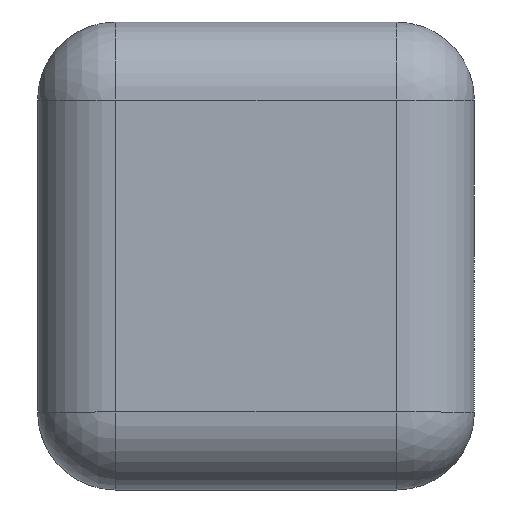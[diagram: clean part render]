
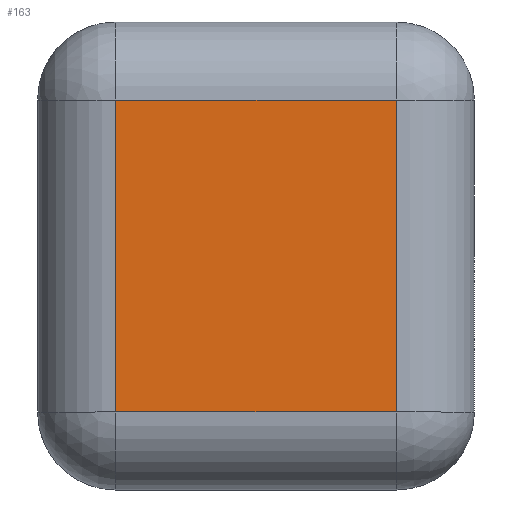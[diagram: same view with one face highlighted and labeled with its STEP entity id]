
A CAD part, left-side view. The second image highlights one B-rep face of the part: STEP entity #163.
In plain terms, the highlighted planar face has unit normal (-1, 0, 0).
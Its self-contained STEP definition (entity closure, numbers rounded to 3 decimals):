
#163 = ADVANCED_FACE ( 'NONE', ( #932 ), #969, .F. ) ;
#164 = EDGE_LOOP ( 'NONE', ( #165, #169, #225, #228 ) ) ;
#165 = ORIENTED_EDGE ( 'NONE', *, *, #166, .T. ) ;
#166 = EDGE_CURVE ( 'NONE', #167, #168, #964, .T. ) ;
#167 = VERTEX_POINT ( 'NONE', #960 ) ;
#168 = VERTEX_POINT ( 'NONE', #959 ) ;
#169 = ORIENTED_EDGE ( 'NONE', *, *, #170, .T. ) ;
#170 = EDGE_CURVE ( 'NONE', #168, #171, #958, .T. ) ;
#171 = VERTEX_POINT ( 'NONE', #954 ) ;
#225 = ORIENTED_EDGE ( 'NONE', *, *, #226, .T. ) ;
#226 = EDGE_CURVE ( 'NONE', #171, #227, #1128, .T. ) ;
#227 = VERTEX_POINT ( 'NONE', #1124 ) ;
#228 = ORIENTED_EDGE ( 'NONE', *, *, #229, .T. ) ;
#229 = EDGE_CURVE ( 'NONE', #227, #167, #1122, .T. ) ;
#932 = FACE_OUTER_BOUND ( 'NONE', #164, .T. ) ;
#954 = CARTESIAN_POINT ( 'NONE',  ( -0.3, 0.23, -0.1 ) ) ;
#955 = DIRECTION ( 'NONE',  ( 0., 0., -1. ) ) ;
#956 = VECTOR ( 'NONE', #955, 1000. ) ;
#957 = CARTESIAN_POINT ( 'NONE',  ( -0.3, 0.23, 0.15 ) ) ;
#958 = LINE ( 'NONE', #957, #956 ) ;
#959 = CARTESIAN_POINT ( 'NONE',  ( -0.3, 0.23, 0.1 ) ) ;
#960 = CARTESIAN_POINT ( 'NONE',  ( -0.3, 0.05, 0.1 ) ) ;
#961 = DIRECTION ( 'NONE',  ( 0., 1., 0. ) ) ;
#962 = VECTOR ( 'NONE', #961, 1000. ) ;
#963 = CARTESIAN_POINT ( 'NONE',  ( -0.3, 0.28, 0.1 ) ) ;
#964 = LINE ( 'NONE', #963, #962 ) ;
#965 = DIRECTION ( 'NONE',  ( 0., 0., -1. ) ) ;
#966 = DIRECTION ( 'NONE',  ( 1., 0., 0. ) ) ;
#967 = CARTESIAN_POINT ( 'NONE',  ( -0.3, 0.28, 0.15 ) ) ;
#968 = AXIS2_PLACEMENT_3D ( 'NONE', #967, #966, #965 ) ;
#969 = PLANE ( 'NONE',  #968 ) ;
#1120 = DIRECTION ( 'NONE',  ( 0., 0., 1. ) ) ;
#1121 = CARTESIAN_POINT ( 'NONE',  ( -0.3, 0.05, 0.15 ) ) ;
#1122 = LINE ( 'NONE', #1121, #1169 ) ;
#1124 = CARTESIAN_POINT ( 'NONE',  ( -0.3, 0.05, -0.1 ) ) ;
#1125 = DIRECTION ( 'NONE',  ( 0., -1., 0. ) ) ;
#1126 = VECTOR ( 'NONE', #1125, 1000. ) ;
#1127 = CARTESIAN_POINT ( 'NONE',  ( -0.3, 0.28, -0.1 ) ) ;
#1128 = LINE ( 'NONE', #1127, #1126 ) ;
#1169 = VECTOR ( 'NONE', #1120, 1000. ) ;
